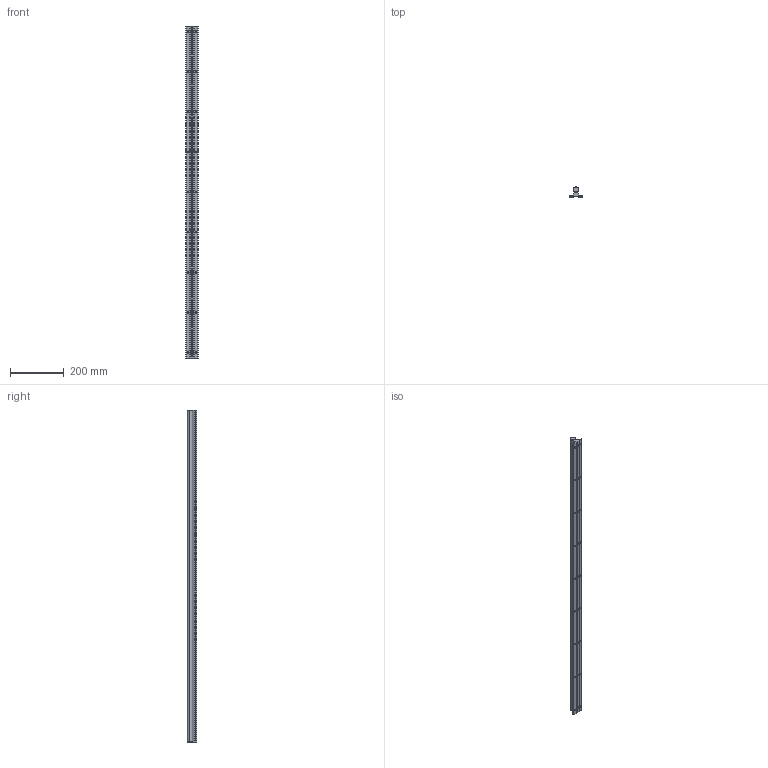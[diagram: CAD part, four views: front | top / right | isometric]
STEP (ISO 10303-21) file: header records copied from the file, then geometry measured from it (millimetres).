
FILE_DESCRIPTION (( 'STEP AP214' ), '1' );
FILE_NAME ('SBR20 1240L.STEP', '2018-01-02T13:56:10', ( '砐錪賧瘔蠈錪 Windows' ), ( '' ), 'SwSTEP 2.0', 'SolidWorks 2016', '' );
FILE_SCHEMA (( 'AUTOMOTIVE_DESIGN' ));
Length unit declared in the file: millimetre
Products named in the file (1): SBR20 1240L
Bounding box: 45 x 37 x 1240 mm (x, y, z)
Volume: 877063.4 mm3; surface area: 238606.9 mm2
Topology: 11 solids, 11 shells, 472 faces, 1130 edges, 680 vertices
Faces by surface type: cylinder 236, plane 196, cone 22, torus 18
Entity records: 16739 total; most frequent: CARTESIAN_POINT 3516, ORIENTED_EDGE 2260, DIRECTION 2102, EDGE_CURVE 1130, AXIS2_PLACEMENT_3D 751, VERTEX_POINT 680, LINE 600, VECTOR 600
